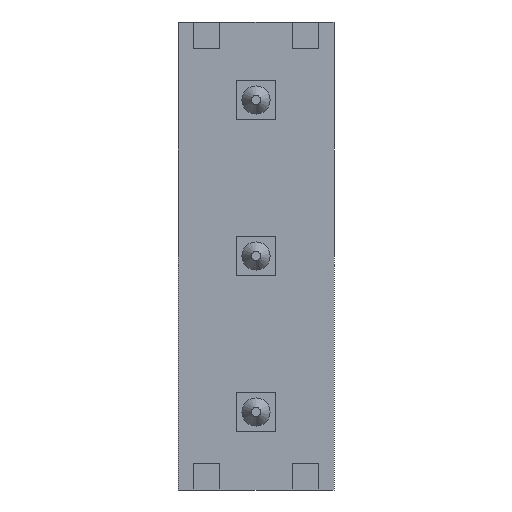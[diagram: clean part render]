
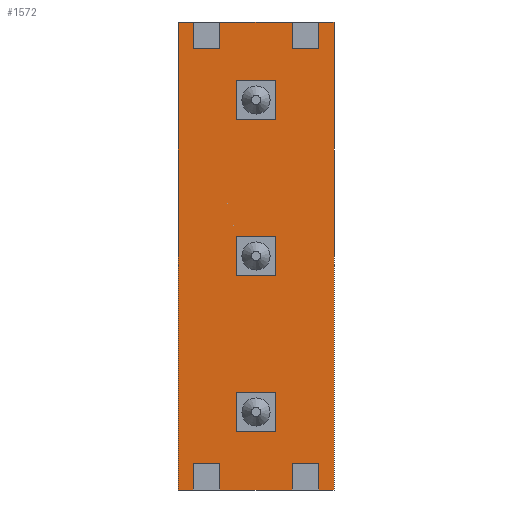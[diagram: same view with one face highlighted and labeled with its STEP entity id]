
A CAD part, front view. The second image highlights one B-rep face of the part: STEP entity #1572.
In plain terms, the highlighted planar face has unit normal (0, -1, 0).
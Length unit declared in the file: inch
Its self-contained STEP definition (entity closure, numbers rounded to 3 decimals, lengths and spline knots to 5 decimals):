
#190=ORIENTED_EDGE('',*,*,#492,.F.);
#191=ORIENTED_EDGE('',*,*,#564,.F.);
#192=ORIENTED_EDGE('',*,*,#503,.T.);
#193=ORIENTED_EDGE('',*,*,#517,.T.);
#194=ORIENTED_EDGE('',*,*,#510,.F.);
#195=ORIENTED_EDGE('',*,*,#565,.F.);
#196=ORIENTED_EDGE('',*,*,#497,.T.);
#197=ORIENTED_EDGE('',*,*,#516,.T.);
#198=ORIENTED_EDGE('',*,*,#562,.T.);
#199=ORIENTED_EDGE('',*,*,#519,.T.);
#200=ORIENTED_EDGE('',*,*,#495,.T.);
#201=ORIENTED_EDGE('',*,*,#566,.T.);
#202=ORIENTED_EDGE('',*,*,#506,.F.);
#203=ORIENTED_EDGE('',*,*,#518,.T.);
#204=ORIENTED_EDGE('',*,*,#501,.T.);
#205=ORIENTED_EDGE('',*,*,#567,.T.);
#206=ORIENTED_EDGE('',*,*,#488,.F.);
#207=ORIENTED_EDGE('',*,*,#523,.T.);
#208=ORIENTED_EDGE('',*,*,#560,.T.);
#209=ORIENTED_EDGE('',*,*,#512,.T.);
#210=ORIENTED_EDGE('',*,*,#554,.F.);
#211=ORIENTED_EDGE('',*,*,#531,.F.);
#212=ORIENTED_EDGE('',*,*,#528,.F.);
#213=ORIENTED_EDGE('',*,*,#525,.F.);
#214=ORIENTED_EDGE('',*,*,#556,.F.);
#215=ORIENTED_EDGE('',*,*,#541,.F.);
#216=ORIENTED_EDGE('',*,*,#538,.F.);
#217=ORIENTED_EDGE('',*,*,#535,.F.);
#218=ORIENTED_EDGE('',*,*,#558,.F.);
#219=ORIENTED_EDGE('',*,*,#551,.F.);
#220=ORIENTED_EDGE('',*,*,#548,.F.);
#221=ORIENTED_EDGE('',*,*,#545,.F.);
#488=EDGE_CURVE('',#701,#702,#842,.T.);
#492=EDGE_CURVE('',#703,#704,#846,.T.);
#495=EDGE_CURVE('',#706,#705,#849,.T.);
#497=EDGE_CURVE('',#707,#708,#851,.T.);
#501=EDGE_CURVE('',#710,#709,#855,.T.);
#503=EDGE_CURVE('',#711,#712,#857,.T.);
#506=EDGE_CURVE('',#713,#714,#860,.T.);
#510=EDGE_CURVE('',#715,#716,#864,.T.);
#512=EDGE_CURVE('',#717,#704,#866,.T.);
#516=EDGE_CURVE('',#708,#720,#870,.T.);
#517=EDGE_CURVE('',#712,#716,#871,.T.);
#518=EDGE_CURVE('',#713,#710,#872,.T.);
#519=EDGE_CURVE('',#721,#706,#873,.T.);
#523=EDGE_CURVE('',#701,#724,#877,.T.);
#525=EDGE_CURVE('',#726,#727,#879,.T.);
#528=EDGE_CURVE('',#727,#729,#882,.T.);
#531=EDGE_CURVE('',#729,#731,#885,.T.);
#535=EDGE_CURVE('',#734,#735,#889,.T.);
#538=EDGE_CURVE('',#735,#737,#892,.T.);
#541=EDGE_CURVE('',#737,#739,#895,.T.);
#545=EDGE_CURVE('',#742,#743,#899,.T.);
#548=EDGE_CURVE('',#743,#745,#902,.T.);
#551=EDGE_CURVE('',#745,#747,#905,.T.);
#554=EDGE_CURVE('',#731,#726,#908,.T.);
#556=EDGE_CURVE('',#739,#734,#910,.T.);
#558=EDGE_CURVE('',#747,#742,#912,.T.);
#560=EDGE_CURVE('',#724,#717,#914,.T.);
#562=EDGE_CURVE('',#720,#721,#916,.T.);
#564=EDGE_CURVE('',#711,#703,#918,.T.);
#565=EDGE_CURVE('',#707,#715,#919,.T.);
#566=EDGE_CURVE('',#705,#714,#920,.T.);
#567=EDGE_CURVE('',#709,#702,#921,.T.);
#701=VERTEX_POINT('',#2211);
#702=VERTEX_POINT('',#2212);
#703=VERTEX_POINT('',#2217);
#704=VERTEX_POINT('',#2219);
#705=VERTEX_POINT('',#2223);
#706=VERTEX_POINT('',#2225);
#707=VERTEX_POINT('',#2229);
#708=VERTEX_POINT('',#2230);
#709=VERTEX_POINT('',#2235);
#710=VERTEX_POINT('',#2237);
#711=VERTEX_POINT('',#2241);
#712=VERTEX_POINT('',#2242);
#713=VERTEX_POINT('',#2247);
#714=VERTEX_POINT('',#2248);
#715=VERTEX_POINT('',#2253);
#716=VERTEX_POINT('',#2255);
#717=VERTEX_POINT('',#2259);
#720=VERTEX_POINT('',#2265);
#721=VERTEX_POINT('',#2271);
#724=VERTEX_POINT('',#2277);
#726=VERTEX_POINT('',#2282);
#727=VERTEX_POINT('',#2284);
#729=VERTEX_POINT('',#2290);
#731=VERTEX_POINT('',#2296);
#734=VERTEX_POINT('',#2303);
#735=VERTEX_POINT('',#2305);
#737=VERTEX_POINT('',#2311);
#739=VERTEX_POINT('',#2317);
#742=VERTEX_POINT('',#2324);
#743=VERTEX_POINT('',#2326);
#745=VERTEX_POINT('',#2332);
#747=VERTEX_POINT('',#2338);
#842=LINE('',#2210,#1046);
#846=LINE('',#2218,#1050);
#849=LINE('',#2224,#1053);
#851=LINE('',#2228,#1055);
#855=LINE('',#2236,#1059);
#857=LINE('',#2240,#1061);
#860=LINE('',#2246,#1064);
#864=LINE('',#2254,#1068);
#866=LINE('',#2258,#1070);
#870=LINE('',#2266,#1074);
#871=LINE('',#2267,#1075);
#872=LINE('',#2269,#1076);
#873=LINE('',#2270,#1077);
#877=LINE('',#2278,#1081);
#879=LINE('',#2283,#1083);
#882=LINE('',#2289,#1086);
#885=LINE('',#2295,#1089);
#889=LINE('',#2304,#1093);
#892=LINE('',#2310,#1096);
#895=LINE('',#2316,#1099);
#899=LINE('',#2325,#1103);
#902=LINE('',#2331,#1106);
#905=LINE('',#2337,#1109);
#908=LINE('',#2343,#1112);
#910=LINE('',#2346,#1114);
#912=LINE('',#2349,#1116);
#914=LINE('',#2352,#1118);
#916=LINE('',#2355,#1120);
#918=LINE('',#2359,#1122);
#919=LINE('',#2360,#1123);
#920=LINE('',#2361,#1124);
#921=LINE('',#2362,#1125);
#1046=VECTOR('',#1790,39.37008);
#1050=VECTOR('',#1796,39.37008);
#1053=VECTOR('',#1801,39.37008);
#1055=VECTOR('',#1805,39.37008);
#1059=VECTOR('',#1811,39.37008);
#1061=VECTOR('',#1815,39.37008);
#1064=VECTOR('',#1820,39.37008);
#1068=VECTOR('',#1826,39.37008);
#1070=VECTOR('',#1830,39.37008);
#1074=VECTOR('',#1834,39.37008);
#1075=VECTOR('',#1835,39.37008);
#1076=VECTOR('',#1838,39.37008);
#1077=VECTOR('',#1839,39.37008);
#1081=VECTOR('',#1843,39.37008);
#1083=VECTOR('',#1847,39.37008);
#1086=VECTOR('',#1852,39.37008);
#1089=VECTOR('',#1857,39.37008);
#1093=VECTOR('',#1863,39.37008);
#1096=VECTOR('',#1868,39.37008);
#1099=VECTOR('',#1873,39.37008);
#1103=VECTOR('',#1879,39.37008);
#1106=VECTOR('',#1884,39.37008);
#1109=VECTOR('',#1889,39.37008);
#1112=VECTOR('',#1894,39.37008);
#1114=VECTOR('',#1898,39.37008);
#1116=VECTOR('',#1902,39.37008);
#1118=VECTOR('',#1906,39.37008);
#1120=VECTOR('',#1910,39.37008);
#1122=VECTOR('',#1916,39.37008);
#1123=VECTOR('',#1917,39.37008);
#1124=VECTOR('',#1918,39.37008);
#1125=VECTOR('',#1919,39.37008);
#1266=EDGE_LOOP('',(#190,#191,#192,#193,#194,#195,#196,#197,#198,#199,#200,
#201,#202,#203,#204,#205,#206,#207,#208,#209));
#1267=EDGE_LOOP('',(#210,#211,#212,#213));
#1268=EDGE_LOOP('',(#214,#215,#216,#217));
#1269=EDGE_LOOP('',(#218,#219,#220,#221));
#1378=FACE_BOUND('',#1266,.T.);
#1379=FACE_BOUND('',#1267,.T.);
#1380=FACE_BOUND('',#1268,.T.);
#1381=FACE_BOUND('',#1269,.T.);
#1487=PLANE('',#1689);
#1572=ADVANCED_FACE('',(#1378,#1379,#1380,#1381),#1487,.T.);
#1689=AXIS2_PLACEMENT_3D('',#2358,#1914,#1915);
#1790=DIRECTION('',(0.,0.,-1.));
#1796=DIRECTION('',(0.,0.,-1.));
#1801=DIRECTION('',(0.,0.,-1.));
#1805=DIRECTION('',(0.,0.,-1.));
#1811=DIRECTION('',(0.,0.,-1.));
#1815=DIRECTION('',(0.,0.,-1.));
#1820=DIRECTION('',(0.,0.,-1.));
#1826=DIRECTION('',(0.,0.,-1.));
#1830=DIRECTION('',(1.,0.,0.));
#1834=DIRECTION('',(1.,0.,0.));
#1835=DIRECTION('',(1.,0.,0.));
#1838=DIRECTION('',(-1.,0.,0.));
#1839=DIRECTION('',(-1.,0.,0.));
#1843=DIRECTION('',(-1.,0.,0.));
#1847=DIRECTION('',(1.,0.,0.));
#1852=DIRECTION('',(0.,0.,1.));
#1857=DIRECTION('',(-1.,0.,0.));
#1863=DIRECTION('',(1.,0.,0.));
#1868=DIRECTION('',(0.,0.,1.));
#1873=DIRECTION('',(-1.,0.,0.));
#1879=DIRECTION('',(1.,0.,0.));
#1884=DIRECTION('',(0.,0.,1.));
#1889=DIRECTION('',(-1.,0.,0.));
#1894=DIRECTION('',(0.,0.,-1.));
#1898=DIRECTION('',(0.,0.,-1.));
#1902=DIRECTION('',(0.,0.,-1.));
#1906=DIRECTION('',(0.,0.,-1.));
#1910=DIRECTION('',(0.,0.,1.));
#1914=DIRECTION('',(0.,-1.,0.));
#1915=DIRECTION('',(1.,0.,0.));
#1916=DIRECTION('',(-1.,0.,0.));
#1917=DIRECTION('',(-1.,0.,0.));
#1918=DIRECTION('',(-1.,0.,0.));
#1919=DIRECTION('',(-1.,0.,0.));
#2210=CARTESIAN_POINT('',(-0.04012,0.02,0.3));
#2211=CARTESIAN_POINT('',(-0.04012,0.02,0.15));
#2212=CARTESIAN_POINT('',(-0.04012,0.02,0.133));
#2217=CARTESIAN_POINT('',(-0.04012,0.02,-0.133));
#2218=CARTESIAN_POINT('',(-0.04012,0.02,0.3));
#2219=CARTESIAN_POINT('',(-0.04012,0.02,-0.15));
#2223=CARTESIAN_POINT('',(0.04012,0.02,0.133));
#2224=CARTESIAN_POINT('',(0.04012,0.02,0.3));
#2225=CARTESIAN_POINT('',(0.04012,0.02,0.15));
#2228=CARTESIAN_POINT('',(0.04012,0.02,0.3));
#2229=CARTESIAN_POINT('',(0.04012,0.02,-0.133));
#2230=CARTESIAN_POINT('',(0.04012,0.02,-0.15));
#2235=CARTESIAN_POINT('',(-0.02312,0.02,0.133));
#2236=CARTESIAN_POINT('',(-0.02312,0.02,0.3));
#2237=CARTESIAN_POINT('',(-0.02312,0.02,0.15));
#2240=CARTESIAN_POINT('',(-0.02312,0.02,0.3));
#2241=CARTESIAN_POINT('',(-0.02312,0.02,-0.133));
#2242=CARTESIAN_POINT('',(-0.02312,0.02,-0.15));
#2246=CARTESIAN_POINT('',(0.02312,0.02,0.3));
#2247=CARTESIAN_POINT('',(0.02312,0.02,0.15));
#2248=CARTESIAN_POINT('',(0.02312,0.02,0.133));
#2253=CARTESIAN_POINT('',(0.02312,0.02,-0.133));
#2254=CARTESIAN_POINT('',(0.02312,0.02,0.3));
#2255=CARTESIAN_POINT('',(0.02312,0.02,-0.15));
#2258=CARTESIAN_POINT('',(0.05,0.02,-0.15));
#2259=CARTESIAN_POINT('',(-0.05,0.02,-0.15));
#2265=CARTESIAN_POINT('',(0.05,0.02,-0.15));
#2266=CARTESIAN_POINT('',(0.05,0.02,-0.15));
#2267=CARTESIAN_POINT('',(0.05,0.02,-0.15));
#2269=CARTESIAN_POINT('',(-0.05,0.02,0.15));
#2270=CARTESIAN_POINT('',(-0.05,0.02,0.15));
#2271=CARTESIAN_POINT('',(0.05,0.02,0.15));
#2277=CARTESIAN_POINT('',(-0.05,0.02,0.15));
#2278=CARTESIAN_POINT('',(-0.05,0.02,0.15));
#2282=CARTESIAN_POINT('',(-0.0125,0.02,0.0875));
#2283=CARTESIAN_POINT('',(0.0125,0.02,0.0875));
#2284=CARTESIAN_POINT('',(0.0125,0.02,0.0875));
#2289=CARTESIAN_POINT('',(0.0125,0.02,0.1125));
#2290=CARTESIAN_POINT('',(0.0125,0.02,0.1125));
#2295=CARTESIAN_POINT('',(-0.0125,0.02,0.1125));
#2296=CARTESIAN_POINT('',(-0.0125,0.02,0.1125));
#2303=CARTESIAN_POINT('',(-0.0125,0.02,-0.0125));
#2304=CARTESIAN_POINT('',(0.0125,0.02,-0.0125));
#2305=CARTESIAN_POINT('',(0.0125,0.02,-0.0125));
#2310=CARTESIAN_POINT('',(0.0125,0.02,0.0125));
#2311=CARTESIAN_POINT('',(0.0125,0.02,0.0125));
#2316=CARTESIAN_POINT('',(-0.0125,0.02,0.0125));
#2317=CARTESIAN_POINT('',(-0.0125,0.02,0.0125));
#2324=CARTESIAN_POINT('',(-0.0125,0.02,-0.1125));
#2325=CARTESIAN_POINT('',(0.0125,0.02,-0.1125));
#2326=CARTESIAN_POINT('',(0.0125,0.02,-0.1125));
#2331=CARTESIAN_POINT('',(0.0125,0.02,-0.0875));
#2332=CARTESIAN_POINT('',(0.0125,0.02,-0.0875));
#2337=CARTESIAN_POINT('',(-0.0125,0.02,-0.0875));
#2338=CARTESIAN_POINT('',(-0.0125,0.02,-0.0875));
#2343=CARTESIAN_POINT('',(-0.0125,0.02,0.0875));
#2346=CARTESIAN_POINT('',(-0.0125,0.02,-0.0125));
#2349=CARTESIAN_POINT('',(-0.0125,0.02,-0.1125));
#2352=CARTESIAN_POINT('',(-0.05,0.02,-0.15));
#2355=CARTESIAN_POINT('',(0.05,0.02,0.15));
#2358=CARTESIAN_POINT('',(-0.04012,0.02,0.3));
#2359=CARTESIAN_POINT('',(0.1,0.02,-0.133));
#2360=CARTESIAN_POINT('',(0.1,0.02,-0.133));
#2361=CARTESIAN_POINT('',(0.1,0.02,0.133));
#2362=CARTESIAN_POINT('',(0.1,0.02,0.133));
